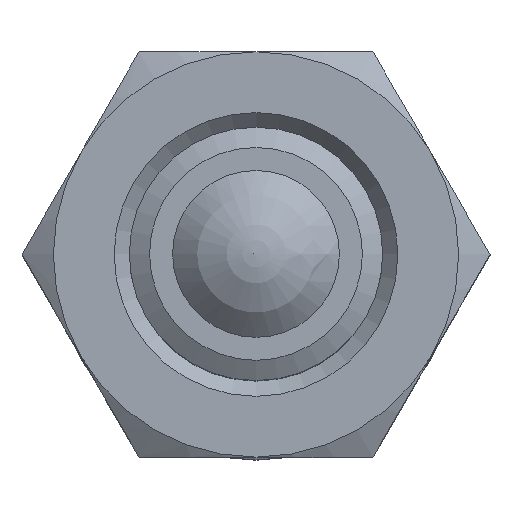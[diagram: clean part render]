
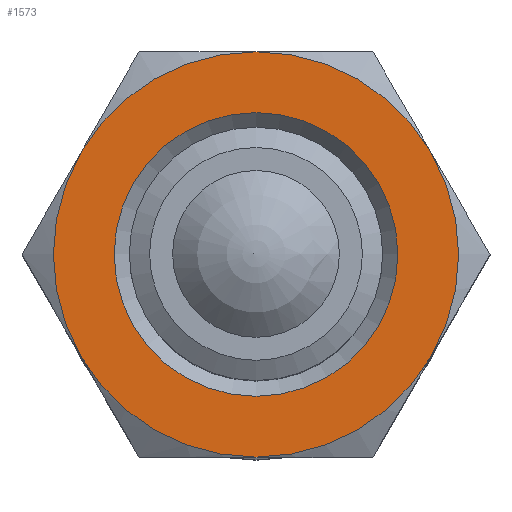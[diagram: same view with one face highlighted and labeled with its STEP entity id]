
A CAD part, top view. The second image highlights one B-rep face of the part: STEP entity #1573.
In plain terms, the highlighted planar face has unit normal (0, 0, 1).
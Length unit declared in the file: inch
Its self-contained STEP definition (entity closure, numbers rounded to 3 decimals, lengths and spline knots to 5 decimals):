
#56 = VERTEX_POINT ( 'NONE', #618 ) ;
#106 = AXIS2_PLACEMENT_3D ( 'NONE', #440, #593, #1054 ) ;
#118 = CARTESIAN_POINT ( 'NONE',  ( -0.13638, -0.07874, -0.27362 ) ) ;
#124 = DIRECTION ( 'NONE',  ( 0., 0., 1. ) ) ;
#134 = CARTESIAN_POINT ( 'NONE',  ( 0., 0., -0.27362 ) ) ;
#136 = EDGE_LOOP ( 'NONE', ( #1565 ) ) ;
#154 = CIRCLE ( 'NONE', #595, 0.15748 ) ;
#175 = CIRCLE ( 'NONE', #1644, 0.11024 ) ;
#193 = ORIENTED_EDGE ( 'NONE', *, *, #787, .T. ) ;
#236 = VERTEX_POINT ( 'NONE', #1026 ) ;
#245 = AXIS2_PLACEMENT_3D ( 'NONE', #1521, #571, #1690 ) ;
#324 = EDGE_CURVE ( 'NONE', #1299, #392, #1664, .T. ) ;
#334 = CIRCLE ( 'NONE', #720, 0.15748 ) ;
#382 = EDGE_CURVE ( 'NONE', #821, #1948, #1451, .T. ) ;
#392 = VERTEX_POINT ( 'NONE', #1049 ) ;
#402 = PLANE ( 'NONE',  #2005 ) ;
#422 = CARTESIAN_POINT ( 'NONE',  ( 0., 0.15748, -0.27362 ) ) ;
#434 = CARTESIAN_POINT ( 'NONE',  ( 0., 0., -0.27362 ) ) ;
#440 = CARTESIAN_POINT ( 'NONE',  ( 0., 0., -0.27362 ) ) ;
#506 = DIRECTION ( 'NONE',  ( 0., 0., 1. ) ) ;
#555 = CARTESIAN_POINT ( 'NONE',  ( 0.13638, -0.07874, -0.27362 ) ) ;
#571 = DIRECTION ( 'NONE',  ( 0., 0., 1. ) ) ;
#593 = DIRECTION ( 'NONE',  ( 0., 0., 1. ) ) ;
#595 = AXIS2_PLACEMENT_3D ( 'NONE', #434, #889, #1392 ) ;
#618 = CARTESIAN_POINT ( 'NONE',  ( -0.05512, -0.09547, -0.27362 ) ) ;
#695 = CARTESIAN_POINT ( 'NONE',  ( 0., 0., -0.27362 ) ) ;
#720 = AXIS2_PLACEMENT_3D ( 'NONE', #1468, #506, #952 ) ;
#787 = EDGE_CURVE ( 'NONE', #236, #1299, #933, .T. ) ;
#821 = VERTEX_POINT ( 'NONE', #839 ) ;
#822 = ORIENTED_EDGE ( 'NONE', *, *, #382, .T. ) ;
#839 = CARTESIAN_POINT ( 'NONE',  ( 0.13638, 0.07874, -0.27362 ) ) ;
#889 = DIRECTION ( 'NONE',  ( 0., 0., 1. ) ) ;
#914 = ORIENTED_EDGE ( 'NONE', *, *, #1323, .T. ) ;
#921 = EDGE_CURVE ( 'NONE', #392, #1947, #334, .T. ) ;
#933 = CIRCLE ( 'NONE', #1899, 0.15748 ) ;
#952 = DIRECTION ( 'NONE',  ( 0.5, 0.866, 0. ) ) ;
#1001 = DIRECTION ( 'NONE',  ( 0., 0., 1. ) ) ;
#1026 = CARTESIAN_POINT ( 'NONE',  ( -0.13638, 0.07874, -0.27362 ) ) ;
#1046 = DIRECTION ( 'NONE',  ( 0.5, 0.866, 0. ) ) ;
#1049 = CARTESIAN_POINT ( 'NONE',  ( 0., -0.15748, -0.27362 ) ) ;
#1054 = DIRECTION ( 'NONE',  ( 0.5, 0.866, 0. ) ) ;
#1089 = ORIENTED_EDGE ( 'NONE', *, *, #1652, .T. ) ;
#1184 = FACE_OUTER_BOUND ( 'NONE', #1900, .T. ) ;
#1299 = VERTEX_POINT ( 'NONE', #118 ) ;
#1303 = ORIENTED_EDGE ( 'NONE', *, *, #921, .T. ) ;
#1323 = EDGE_CURVE ( 'NONE', #1947, #821, #154, .T. ) ;
#1344 = CARTESIAN_POINT ( 'NONE',  ( -0.09092, 0.15748, -0.27362 ) ) ;
#1363 = CARTESIAN_POINT ( 'NONE',  ( 0., 0., -0.27362 ) ) ;
#1366 = FACE_BOUND ( 'NONE', #136, .T. ) ;
#1392 = DIRECTION ( 'NONE',  ( 0.5, 0.866, 0. ) ) ;
#1451 = CIRCLE ( 'NONE', #1537, 0.15748 ) ;
#1468 = CARTESIAN_POINT ( 'NONE',  ( 0., 0., -0.27362 ) ) ;
#1485 = DIRECTION ( 'NONE',  ( 0., 0., 1. ) ) ;
#1521 = CARTESIAN_POINT ( 'NONE',  ( 0., 0., -0.27362 ) ) ;
#1527 = DIRECTION ( 'NONE',  ( -0.5, -0.866, 0. ) ) ;
#1537 = AXIS2_PLACEMENT_3D ( 'NONE', #134, #124, #1046 ) ;
#1548 = CIRCLE ( 'NONE', #245, 0.15748 ) ;
#1565 = ORIENTED_EDGE ( 'NONE', *, *, #1622, .T. ) ;
#1573 = ADVANCED_FACE ( 'NONE', ( #1366, #1184 ), #402, .T. ) ;
#1622 = EDGE_CURVE ( 'NONE', #56, #56, #175, .T. ) ;
#1644 = AXIS2_PLACEMENT_3D ( 'NONE', #1363, #1870, #1527 ) ;
#1652 = EDGE_CURVE ( 'NONE', #1948, #236, #1548, .T. ) ;
#1664 = CIRCLE ( 'NONE', #106, 0.15748 ) ;
#1690 = DIRECTION ( 'NONE',  ( 0.5, 0.866, 0. ) ) ;
#1826 = DIRECTION ( 'NONE',  ( 0.5, 0.866, 0. ) ) ;
#1870 = DIRECTION ( 'NONE',  ( 0., 0., -1. ) ) ;
#1899 = AXIS2_PLACEMENT_3D ( 'NONE', #695, #1485, #1826 ) ;
#1900 = EDGE_LOOP ( 'NONE', ( #1089, #193, #1951, #1303, #914, #822 ) ) ;
#1947 = VERTEX_POINT ( 'NONE', #555 ) ;
#1948 = VERTEX_POINT ( 'NONE', #422 ) ;
#1951 = ORIENTED_EDGE ( 'NONE', *, *, #324, .T. ) ;
#2001 = DIRECTION ( 'NONE',  ( -0.5, -0.866, 0. ) ) ;
#2005 = AXIS2_PLACEMENT_3D ( 'NONE', #1344, #1001, #2001 ) ;
